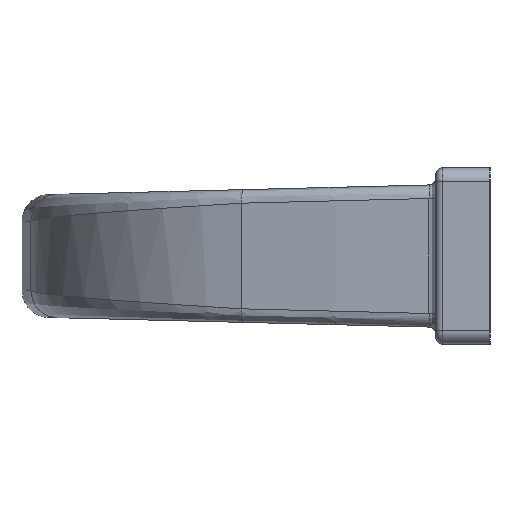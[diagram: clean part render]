
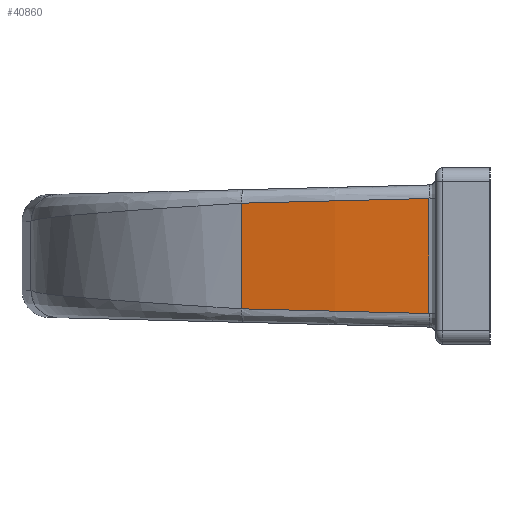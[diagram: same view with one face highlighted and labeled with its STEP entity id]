
A CAD part, left-side view. The second image highlights one B-rep face of the part: STEP entity #40860.
In plain terms, the highlighted cylindrical face has radius 78.625 mm (diameter 157.25 mm), a partial arc.
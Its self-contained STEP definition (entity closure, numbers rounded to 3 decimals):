
#6040=CARTESIAN_POINT('',(-51.994,3.,
4.274));
#6050=CARTESIAN_POINT('',(-52.028,5.724,
4.207));
#6060=CARTESIAN_POINT('',(-51.921,8.448,
4.139));
#6070=CARTESIAN_POINT('',(-51.458,13.513,
4.014));
#6080=CARTESIAN_POINT('',(-51.137,15.852,
3.956));
#6090=CARTESIAN_POINT('',(-50.703,18.22,
3.897));
#6100=CARTESIAN_POINT('',(-50.695,18.267,
3.895));
#6110=CARTESIAN_POINT('',(-50.686,18.313,
3.894));
#6120=B_SPLINE_CURVE_WITH_KNOTS('',3,(#6040,#6050,#6060,#6070,#6080,
#6090,#6100,#6110),.UNSPECIFIED.,.F.,.F.,(4,2,2,4),(30.571,
38.693,45.73,45.872),.UNSPECIFIED.);
#6130=CARTESIAN_POINT('',(-51.998,4.497,
4.237));
#6140=VERTEX_POINT('',#6130);
#6150=CARTESIAN_POINT('',(-50.686,18.313,
3.894));
#6160=VERTEX_POINT('',#6150);
#6170=EDGE_CURVE('',#6140,#6160,#6120,.T.);
#10070=CARTESIAN_POINT('',(-50.686,18.313,0.));
#10080=DIRECTION('',(0.,0.,-1.));
#10090=VECTOR('',#10080,1.);
#10100=LINE('',#10070,#10090);
#10110=CARTESIAN_POINT('',(-50.686,18.313,
-3.894));
#10120=VERTEX_POINT('',#10110);
#10130=EDGE_CURVE('',#6160,#10120,#10100,.T.);
#38800=CARTESIAN_POINT('',(-51.998,4.497,
-4.237));
#38810=VERTEX_POINT('',#38800);
#38920=CARTESIAN_POINT('',(-50.686,18.313,
-3.894));
#38930=CARTESIAN_POINT('',(-50.695,18.267,
-3.895));
#38940=CARTESIAN_POINT('',(-50.703,18.22,
-3.897));
#38950=CARTESIAN_POINT('',(-51.137,15.852,
-3.956));
#38960=CARTESIAN_POINT('',(-51.458,13.513,
-4.014));
#38970=CARTESIAN_POINT('',(-51.921,8.448,
-4.139));
#38980=CARTESIAN_POINT('',(-52.028,5.724,
-4.207));
#38990=CARTESIAN_POINT('',(-51.994,3.,
-4.274));
#39000=B_SPLINE_CURVE_WITH_KNOTS('',3,(#38920,#38930,#38940,#38950,
#38960,#38970,#38980,#38990),.UNSPECIFIED.,.F.,.F.,(4,2,2,4),(0.,
0.141,7.179,15.3),.UNSPECIFIED.);
#39010=EDGE_CURVE('',#10120,#38810,#39000,.T.);
#40650=CARTESIAN_POINT('',(26.625,4.,0.));
#40660=DIRECTION('',(0.,0.,1.));
#40670=DIRECTION('',(1.,0.,0.));
#40680=AXIS2_PLACEMENT_3D('',#40650,#40660,#40670);
#40690=CYLINDRICAL_SURFACE('',#40680,78.625);
#40700=ORIENTED_EDGE('',*,*,#10130,.T.);
#40710=ORIENTED_EDGE('',*,*,#6170,.T.);
#40720=CARTESIAN_POINT('',(-51.998,4.497,
-4.237));
#40730=CARTESIAN_POINT('',(-51.998,4.497,
-4.214));
#40740=CARTESIAN_POINT('',(-51.998,4.497,
-4.19));
#40750=CARTESIAN_POINT('',(-51.998,4.497,
-1.389));
#40760=CARTESIAN_POINT('',(-51.998,4.497,
1.389));
#40770=CARTESIAN_POINT('',(-51.998,4.497,
4.19));
#40780=CARTESIAN_POINT('',(-51.998,4.497,
4.214));
#40790=CARTESIAN_POINT('',(-51.998,4.497,
4.237));
#40800=B_SPLINE_CURVE_WITH_KNOTS('',3,(#40720,#40730,#40740,#40750,
#40760,#40770,#40780,#40790),.UNSPECIFIED.,.F.,.F.,(4,2,2,4),(0.,
0.071,8.404,8.475),.UNSPECIFIED.);
#40810=EDGE_CURVE('',#38810,#6140,#40800,.T.);
#40820=ORIENTED_EDGE('',*,*,#40810,.T.);
#40830=ORIENTED_EDGE('',*,*,#39010,.T.);
#40840=EDGE_LOOP('',(#40830,#40820,#40710,#40700));
#40850=FACE_OUTER_BOUND('',#40840,.T.);
#40860=ADVANCED_FACE('',(#40850),#40690,.T.);
